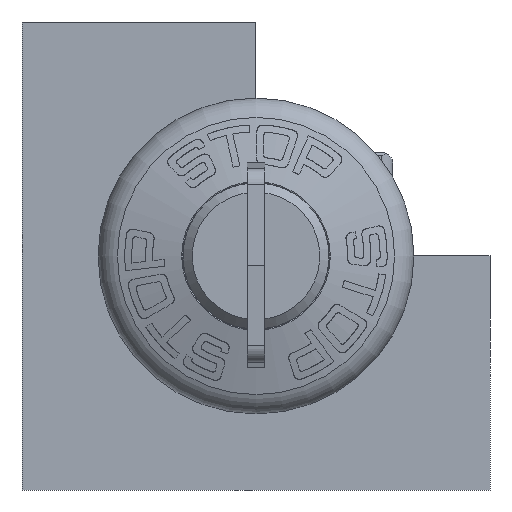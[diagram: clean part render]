
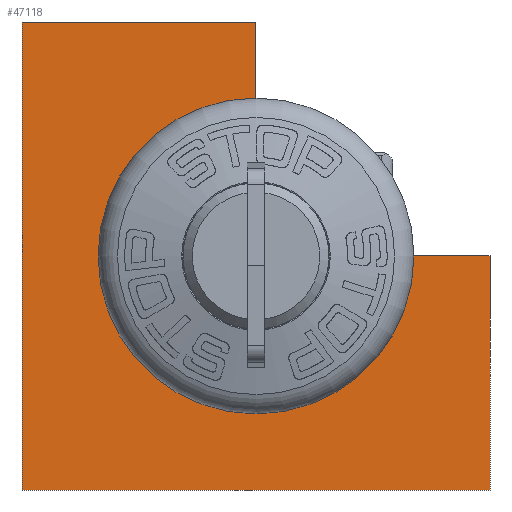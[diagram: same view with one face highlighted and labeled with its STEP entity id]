
A CAD part, front view. The second image highlights one B-rep face of the part: STEP entity #47118.
In plain terms, the highlighted planar face has unit normal (0, -1, 0).
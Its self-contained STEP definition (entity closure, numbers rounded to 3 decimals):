
#347=PLANE('',#49957);
#2782=CIRCLE('',#49946,8.);
#2783=CIRCLE('',#49948,8.);
#7143=ORIENTED_EDGE('',*,*,#22351,.T.);
#7144=ORIENTED_EDGE('',*,*,#22374,.T.);
#7145=ORIENTED_EDGE('',*,*,#22375,.T.);
#7146=ORIENTED_EDGE('',*,*,#22376,.T.);
#7147=ORIENTED_EDGE('',*,*,#22349,.T.);
#7148=ORIENTED_EDGE('',*,*,#22354,.T.);
#7149=ORIENTED_EDGE('',*,*,#22357,.T.);
#7150=ORIENTED_EDGE('',*,*,#22360,.T.);
#7151=ORIENTED_EDGE('',*,*,#22363,.T.);
#7152=ORIENTED_EDGE('',*,*,#22366,.T.);
#7153=ORIENTED_EDGE('',*,*,#22369,.T.);
#22349=EDGE_CURVE('',#29970,#29972,#2782,.T.);
#22351=EDGE_CURVE('',#29975,#29974,#2783,.T.);
#22354=EDGE_CURVE('',#29972,#29977,#35079,.T.);
#22357=EDGE_CURVE('',#29977,#29979,#35082,.T.);
#22360=EDGE_CURVE('',#29979,#29981,#35085,.T.);
#22363=EDGE_CURVE('',#29981,#29983,#35088,.T.);
#22366=EDGE_CURVE('',#29983,#29985,#35091,.T.);
#22369=EDGE_CURVE('',#29985,#29975,#35094,.T.);
#22374=EDGE_CURVE('',#29974,#29989,#35099,.T.);
#22375=EDGE_CURVE('',#29989,#29990,#35100,.T.);
#22376=EDGE_CURVE('',#29990,#29970,#35101,.T.);
#29970=VERTEX_POINT('',#74255);
#29972=VERTEX_POINT('',#74259);
#29974=VERTEX_POINT('',#74264);
#29975=VERTEX_POINT('',#74266);
#29977=VERTEX_POINT('',#74272);
#29979=VERTEX_POINT('',#74278);
#29981=VERTEX_POINT('',#74284);
#29983=VERTEX_POINT('',#74290);
#29985=VERTEX_POINT('',#74296);
#29989=VERTEX_POINT('',#74311);
#29990=VERTEX_POINT('',#74313);
#35079=LINE('',#74271,#38255);
#35082=LINE('',#74277,#38258);
#35085=LINE('',#74283,#38261);
#35088=LINE('',#74289,#38264);
#35091=LINE('',#74295,#38267);
#35094=LINE('',#74301,#38270);
#35099=LINE('',#74310,#38275);
#35100=LINE('',#74312,#38276);
#35101=LINE('',#74314,#38277);
#38255=VECTOR('',#57007,1000.);
#38258=VECTOR('',#57012,1000.);
#38261=VECTOR('',#57017,1000.);
#38264=VECTOR('',#57022,1000.);
#38267=VECTOR('',#57027,1000.);
#38270=VECTOR('',#57032,1000.);
#38275=VECTOR('',#57041,1000.);
#38276=VECTOR('',#57042,1000.);
#38277=VECTOR('',#57043,1000.);
#41436=EDGE_LOOP('',(#7143,#7144,#7145,#7146,#7147,#7148,#7149,#7150,#7151,
#7152,#7153));
#44217=FACE_BOUND('',#41436,.T.);
#47118=ADVANCED_FACE('',(#44217),#347,.F.);
#49946=AXIS2_PLACEMENT_3D('',#74260,#56995,#56996);
#49948=AXIS2_PLACEMENT_3D('',#74265,#57000,#57001);
#49957=AXIS2_PLACEMENT_3D('',#74309,#57039,#57040);
#56995=DIRECTION('',(0.,1.,0.));
#56996=DIRECTION('',(1.,0.,0.));
#57000=DIRECTION('',(0.,1.,0.));
#57001=DIRECTION('',(1.,0.,0.));
#57007=DIRECTION('',(0.,0.,1.));
#57012=DIRECTION('',(-1.,0.,0.));
#57017=DIRECTION('',(0.,0.,-1.));
#57022=DIRECTION('',(1.,0.,0.));
#57027=DIRECTION('',(0.,0.,1.));
#57032=DIRECTION('',(-1.,0.,0.));
#57039=DIRECTION('',(0.,1.,0.));
#57040=DIRECTION('',(0.,0.,1.));
#57041=DIRECTION('',(1.,0.,0.));
#57042=DIRECTION('',(0.,0.,1.));
#57043=DIRECTION('',(-1.,0.,0.));
#74255=CARTESIAN_POINT('',(-7.955,0.,0.85));
#74259=CARTESIAN_POINT('',(0.,0.,8.));
#74260=CARTESIAN_POINT('',(0.,0.,0.));
#74264=CARTESIAN_POINT('',(-7.955,0.,-0.85));
#74265=CARTESIAN_POINT('',(0.,0.,0.));
#74266=CARTESIAN_POINT('',(8.,0.,0.));
#74271=CARTESIAN_POINT('',(0.,0.,8.));
#74272=CARTESIAN_POINT('',(0.,0.,20.));
#74277=CARTESIAN_POINT('',(0.,0.,20.));
#74278=CARTESIAN_POINT('',(-20.,0.,20.));
#74283=CARTESIAN_POINT('',(-20.,0.,20.));
#74284=CARTESIAN_POINT('',(-20.,0.,-20.));
#74289=CARTESIAN_POINT('',(-20.,0.,-20.));
#74290=CARTESIAN_POINT('',(20.,0.,-20.));
#74295=CARTESIAN_POINT('',(20.,0.,0.));
#74296=CARTESIAN_POINT('',(20.,0.,0.));
#74301=CARTESIAN_POINT('',(8.,0.,0.));
#74309=CARTESIAN_POINT('',(0.,0.,0.));
#74310=CARTESIAN_POINT('',(-7.,0.,-0.85));
#74311=CARTESIAN_POINT('',(-7.,0.,-0.85));
#74312=CARTESIAN_POINT('',(-7.,0.,-0.85));
#74313=CARTESIAN_POINT('',(-7.,0.,0.85));
#74314=CARTESIAN_POINT('',(-7.,0.,0.85));
